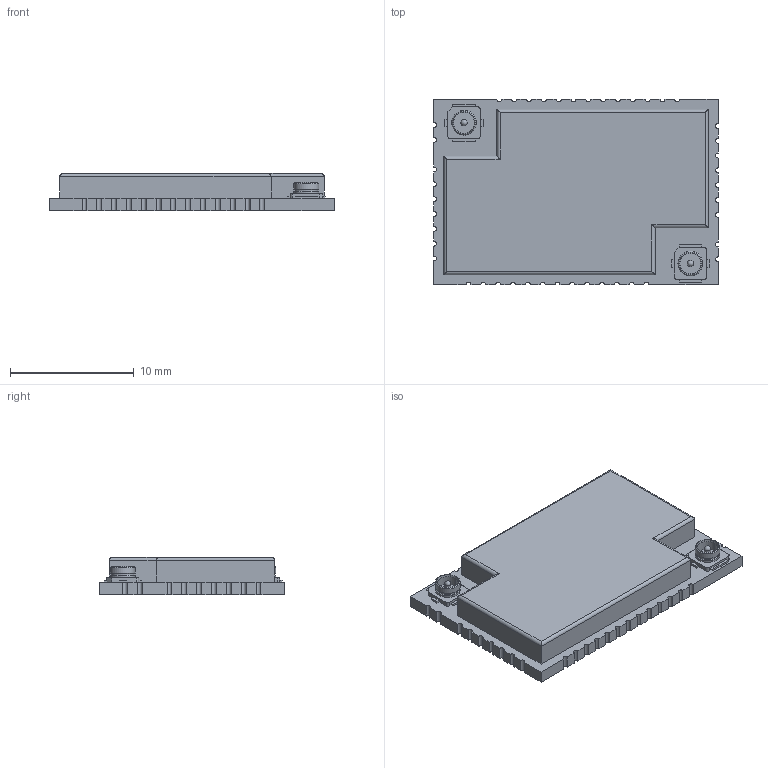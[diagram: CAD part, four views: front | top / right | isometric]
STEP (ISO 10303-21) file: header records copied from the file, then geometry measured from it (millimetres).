
FILE_DESCRIPTION(/* description */ ('STEP AP242','CAx-IF Rec.Pracs.---Representation and Presentation of Product Manufacturing Information (PMI)---4.0---2014-10-13','CAx-IF Rec.Pracs.---3D Tessellated Geometry---0.4---2014-09-14','2;1'),/* implementation_level */ '2;1');
FILE_NAME(/* name */ '685f6c80252e300eb11586e8',/* time_stamp */ '2025-06-28T04:16:00Z',/* author */ (''),/* organization */ (''),/* preprocessor_version */ 'ST-DEVELOPER v20',/* originating_system */ 'ONSHAPE BY PTC INC, 1.200',/* authorisation */ ' ');
FILE_SCHEMA (('AP242_MANAGED_MODEL_BASED_3D_ENGINEERING_MIM_LF { 1 0 10303 442 1 1 4 }'));
Length unit declared in the file: metre
Products named in the file (3): RAK4630; 734120110wbm000_01; PCB
Assembly tree (3 placements, depth 2):
  RAK4630
    734120110wbm000_01  x2
    PCB
Bounding box: 23 x 15 x 3 mm (x, y, z)
Volume: 856.1 mm3; surface area: 964.9 mm2
Topology: 3 solids, 3 shells, 195 faces, 550 edges, 360 vertices
Faces by surface type: plane 111, cylinder 70, cone 8, sphere 4, torus 2
Full cylindrical faces by diameter (mm): 0.2 x2, 0.5 x2
Entity records: 5443 total; most frequent: CARTESIAN_POINT 859, DIRECTION 853, ORIENTED_EDGE 844, EDGE_CURVE 422, LINE 305, VECTOR 305, VERTEX_POINT 280, AXIS2_PLACEMENT_3D 274
